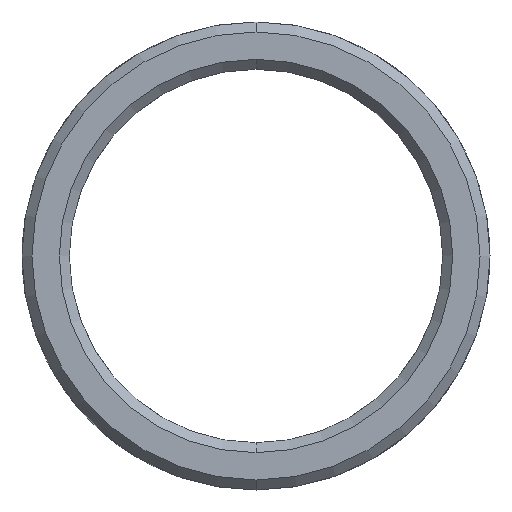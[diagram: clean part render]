
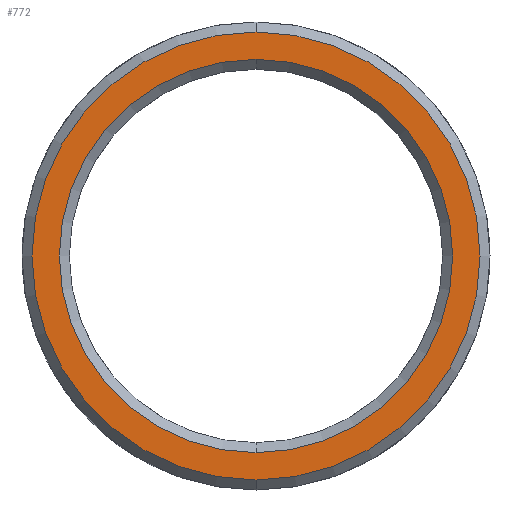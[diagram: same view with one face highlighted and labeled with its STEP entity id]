
A CAD part, front view. The second image highlights one B-rep face of the part: STEP entity #772.
In plain terms, the highlighted planar face has unit normal (0, -1, 0).
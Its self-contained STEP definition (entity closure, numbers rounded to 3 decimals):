
#49 = AXIS2_PLACEMENT_3D ( 'NONE', #1040, #846, #997 ) ;
#52 = CIRCLE ( 'NONE', #49, 2.857 ) ;
#92 = CIRCLE ( 'NONE', #114, 2.857 ) ;
#97 = CIRCLE ( 'NONE', #509, 2.508 ) ;
#114 = AXIS2_PLACEMENT_3D ( 'NONE', #815, #1048, #1172 ) ;
#129 = DIRECTION ( 'NONE',  ( 0., 0., 1. ) ) ;
#148 = DIRECTION ( 'NONE',  ( 0., 1., 0. ) ) ;
#197 = DIRECTION ( 'NONE',  ( 0., 0., 1. ) ) ;
#279 = CARTESIAN_POINT ( 'NONE',  ( 0., -0.572, 0. ) ) ;
#325 = CIRCLE ( 'NONE', #510, 2.508 ) ;
#327 = DIRECTION ( 'NONE',  ( 0., 1., 0. ) ) ;
#337 = CARTESIAN_POINT ( 'NONE',  ( 0., -0.572, -2.508 ) ) ;
#350 = CARTESIAN_POINT ( 'NONE',  ( 0., -0.572, 0. ) ) ;
#366 = CARTESIAN_POINT ( 'NONE',  ( 0., -0.572, 2.857 ) ) ;
#446 = AXIS2_PLACEMENT_3D ( 'NONE', #350, #148, #129 ) ;
#482 = PLANE ( 'NONE',  #446 ) ;
#495 = FACE_OUTER_BOUND ( 'NONE', #971, .T. ) ;
#506 = CARTESIAN_POINT ( 'NONE',  ( 0., -0.572, -2.857 ) ) ;
#509 = AXIS2_PLACEMENT_3D ( 'NONE', #279, #327, #197 ) ;
#510 = AXIS2_PLACEMENT_3D ( 'NONE', #1161, #836, #864 ) ;
#583 = FACE_BOUND ( 'NONE', #1151, .T. ) ;
#671 = CARTESIAN_POINT ( 'NONE',  ( 0., -0.572, 2.508 ) ) ;
#718 = EDGE_CURVE ( 'NONE', #843, #899, #325, .T. ) ;
#729 = EDGE_CURVE ( 'NONE', #1104, #920, #52, .T. ) ;
#735 = EDGE_CURVE ( 'NONE', #920, #1104, #92, .T. ) ;
#772 = ADVANCED_FACE ( 'NONE', ( #495, #583 ), #482, .F. ) ;
#775 = EDGE_CURVE ( 'NONE', #899, #843, #97, .T. ) ;
#815 = CARTESIAN_POINT ( 'NONE',  ( 0., -0.572, 0. ) ) ;
#826 = ORIENTED_EDGE ( 'NONE', *, *, #735, .T. ) ;
#836 = DIRECTION ( 'NONE',  ( 0., 1., 0. ) ) ;
#843 = VERTEX_POINT ( 'NONE', #671 ) ;
#846 = DIRECTION ( 'NONE',  ( 0., -1., 0. ) ) ;
#864 = DIRECTION ( 'NONE',  ( 0., 0., 1. ) ) ;
#899 = VERTEX_POINT ( 'NONE', #337 ) ;
#920 = VERTEX_POINT ( 'NONE', #506 ) ;
#932 = ORIENTED_EDGE ( 'NONE', *, *, #775, .T. ) ;
#956 = ORIENTED_EDGE ( 'NONE', *, *, #729, .T. ) ;
#971 = EDGE_LOOP ( 'NONE', ( #956, #826 ) ) ;
#984 = ORIENTED_EDGE ( 'NONE', *, *, #718, .T. ) ;
#997 = DIRECTION ( 'NONE',  ( 0., 0., 1. ) ) ;
#1040 = CARTESIAN_POINT ( 'NONE',  ( 0., -0.572, 0. ) ) ;
#1048 = DIRECTION ( 'NONE',  ( 0., -1., 0. ) ) ;
#1104 = VERTEX_POINT ( 'NONE', #366 ) ;
#1151 = EDGE_LOOP ( 'NONE', ( #932, #984 ) ) ;
#1161 = CARTESIAN_POINT ( 'NONE',  ( 0., -0.572, 0. ) ) ;
#1172 = DIRECTION ( 'NONE',  ( 0., 0., 1. ) ) ;
